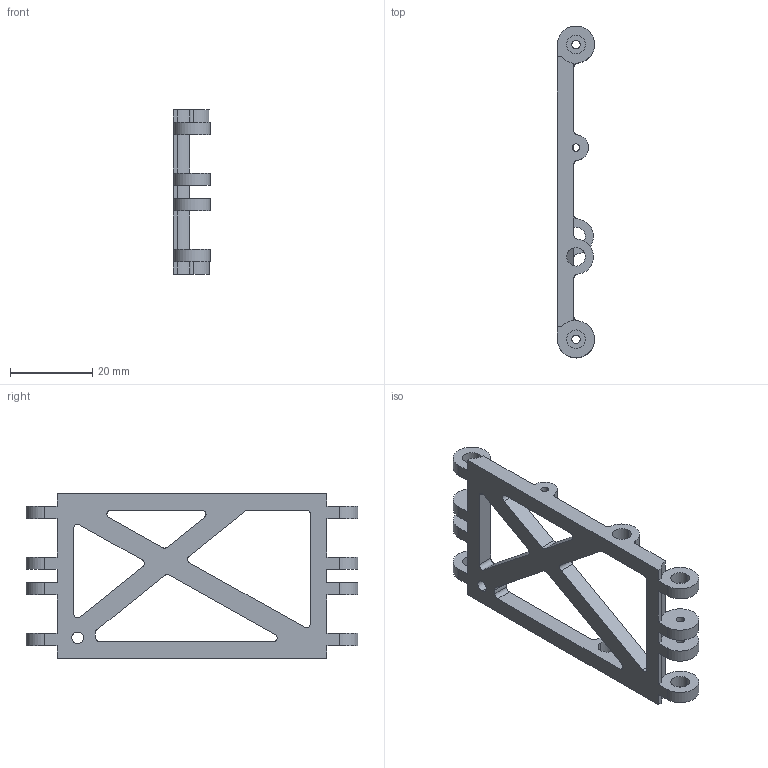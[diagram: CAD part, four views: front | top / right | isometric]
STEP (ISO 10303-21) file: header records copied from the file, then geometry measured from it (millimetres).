
FILE_DESCRIPTION (( 'STEP AP214' ), '1' );
FILE_NAME ('Plate_Left.STEP', '2024-04-23T22:33:35', ( '' ), ( '' ), 'SwSTEP 2.0', 'SolidWorks 2024', '' );
FILE_SCHEMA (( 'AUTOMOTIVE_DESIGN' ));
Length unit declared in the file: millimetre
Products named in the file (1): Plate_Left
Bounding box: 9 x 80.5 x 40 mm (x, y, z)
Volume: 6563.3 mm3; surface area: 6578.1 mm2
Topology: 1 solids, 1 shells, 127 faces, 385 edges, 256 vertices
Faces by surface type: cylinder 83, plane 43, bspline 1
Entity records: 4501 total; most frequent: CARTESIAN_POINT 806, DIRECTION 801, ORIENTED_EDGE 770, EDGE_CURVE 385, AXIS2_PLACEMENT_3D 293, VERTEX_POINT 256, VECTOR 215, LINE 215
